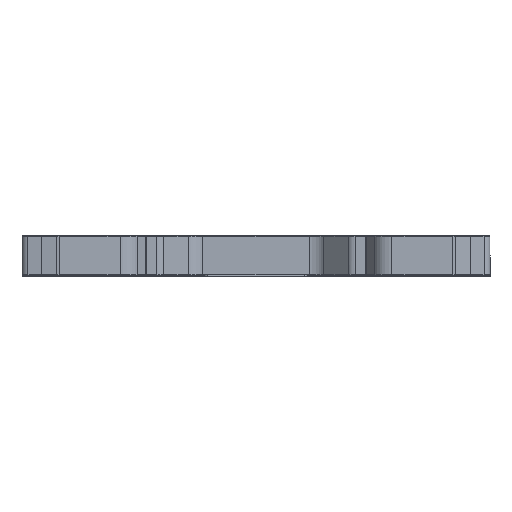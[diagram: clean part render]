
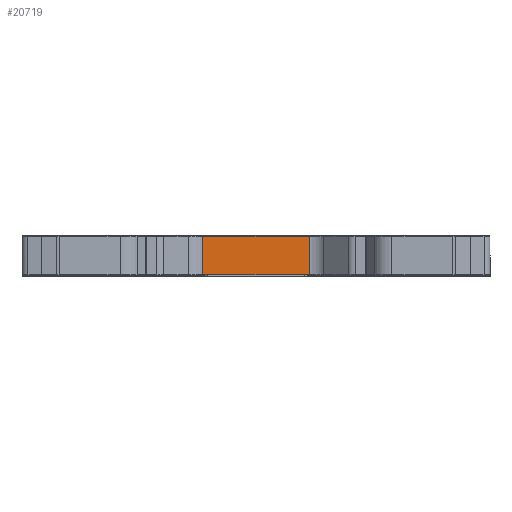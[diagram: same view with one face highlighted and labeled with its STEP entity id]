
A CAD part, front view. The second image highlights one B-rep face of the part: STEP entity #20719.
In plain terms, the highlighted planar face has unit normal (0, -1, 0).
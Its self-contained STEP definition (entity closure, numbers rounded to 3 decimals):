
#348 = AXIS2_PLACEMENT_3D ( 'NONE', #13465, #13485, #13450 ) ;
#4171 = VECTOR ( 'NONE', #9499, 1000. ) ;
#4205 = VECTOR ( 'NONE', #9568, 1000. ) ;
#4206 = VECTOR ( 'NONE', #9679, 1000. ) ;
#4274 = VECTOR ( 'NONE', #9818, 1000. ) ;
#5499 = VERTEX_POINT ( 'NONE', #19205 ) ;
#5514 = VERTEX_POINT ( 'NONE', #19229 ) ;
#5516 = VERTEX_POINT ( 'NONE', #19244 ) ;
#5530 = VERTEX_POINT ( 'NONE', #19264 ) ;
#6682 = EDGE_CURVE ( 'NONE', #5530, #5514, #9491, .T. ) ;
#6689 = EDGE_CURVE ( 'NONE', #5530, #5499, #9557, .T. ) ;
#6729 = EDGE_CURVE ( 'NONE', #5514, #5516, #9701, .T. ) ;
#6775 = EDGE_CURVE ( 'NONE', #5516, #5499, #9831, .T. ) ;
#9491 = LINE ( 'NONE', #9498, #4171 ) ;
#9498 = CARTESIAN_POINT ( 'NONE',  ( 1544.274, 722.694, 5.8 ) ) ;
#9499 = DIRECTION ( 'NONE',  ( 1., 0., 0. ) ) ;
#9557 = LINE ( 'NONE', #9562, #4205 ) ;
#9562 = CARTESIAN_POINT ( 'NONE',  ( 1556.52, 722.694, 5.8 ) ) ;
#9568 = DIRECTION ( 'NONE',  ( 0., 0., -1. ) ) ;
#9679 = DIRECTION ( 'NONE',  ( 0., 0., -1. ) ) ;
#9697 = CARTESIAN_POINT ( 'NONE',  ( 1572.053, 722.694, 5.8 ) ) ;
#9701 = LINE ( 'NONE', #9697, #4206 ) ;
#9794 = CARTESIAN_POINT ( 'NONE',  ( 1597.939, 722.694, 0.2 ) ) ;
#9818 = DIRECTION ( 'NONE',  ( -1., 0., 0. ) ) ;
#9831 = LINE ( 'NONE', #9794, #4274 ) ;
#11185 = EDGE_LOOP ( 'NONE', ( #26486, #26537, #26511, #26541 ) ) ;
#13450 = DIRECTION ( 'NONE',  ( 0., 0., 1. ) ) ;
#13455 = FACE_OUTER_BOUND ( 'NONE', #11185, .T. ) ;
#13464 = PLANE ( 'NONE',  #348 ) ;
#13465 = CARTESIAN_POINT ( 'NONE',  ( 1555.484, 722.694, 5.8 ) ) ;
#13485 = DIRECTION ( 'NONE',  ( 0., 1., 0. ) ) ;
#19205 = CARTESIAN_POINT ( 'NONE',  ( 1556.52, 722.694, 0.2 ) ) ;
#19229 = CARTESIAN_POINT ( 'NONE',  ( 1572.053, 722.694, 5.8 ) ) ;
#19244 = CARTESIAN_POINT ( 'NONE',  ( 1572.053, 722.694, 0.2 ) ) ;
#19264 = CARTESIAN_POINT ( 'NONE',  ( 1556.52, 722.694, 5.8 ) ) ;
#20719 = ADVANCED_FACE ( 'NONE', ( #13455 ), #13464, .F. ) ;
#26486 = ORIENTED_EDGE ( 'NONE', *, *, #6682, .F. ) ;
#26511 = ORIENTED_EDGE ( 'NONE', *, *, #6775, .F. ) ;
#26537 = ORIENTED_EDGE ( 'NONE', *, *, #6689, .T. ) ;
#26541 = ORIENTED_EDGE ( 'NONE', *, *, #6729, .F. ) ;
